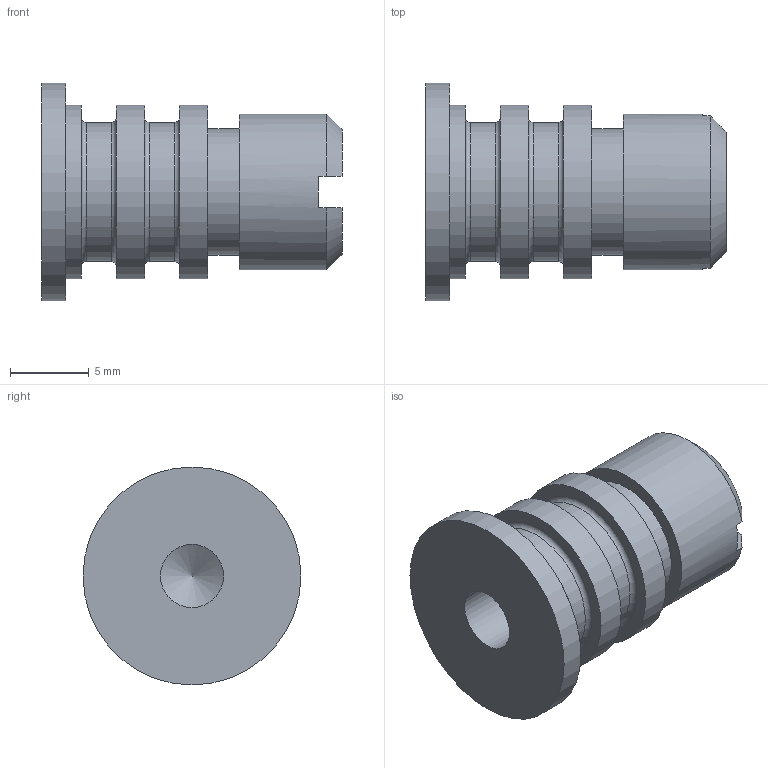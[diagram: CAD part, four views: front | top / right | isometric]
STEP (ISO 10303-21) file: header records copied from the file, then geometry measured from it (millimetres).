
FILE_DESCRIPTION(('FreeCAD Model'),'2;1');
FILE_NAME('Open CASCADE Shape Model','2025-06-18T15:55:54',(''),(''), 'Open CASCADE STEP processor 7.8','FreeCAD','Unknown');
FILE_SCHEMA(('AUTOMOTIVE_DESIGN { 1 0 10303 214 1 1 1 1 }'));
Length unit declared in the file: millimetre
Products named in the file (1): Durchführung_Ladekontakt_V01_HER
Bounding box: 19 x 13.8 x 13.8 mm (x, y, z)
Volume: 1304.4 mm3; surface area: 1252.6 mm2
Topology: 1 solids, 1 shells, 29 faces, 59 edges, 39 vertices
Faces by surface type: plane 13, cylinder 9, torus 4, cone 3
Full cylindrical faces by diameter (mm): 4 x1, 8 x1, 8.8 x2, 9.85 x1, 11 x3, 13.8 x1
Entity records: 802 total; most frequent: DIRECTION 158, CARTESIAN_POINT 127, ORIENTED_EDGE 116, AXIS2_PLACEMENT_3D 70, EDGE_CURVE 58, VERTEX_POINT 39, FACE_BOUND 37, EDGE_LOOP 37
